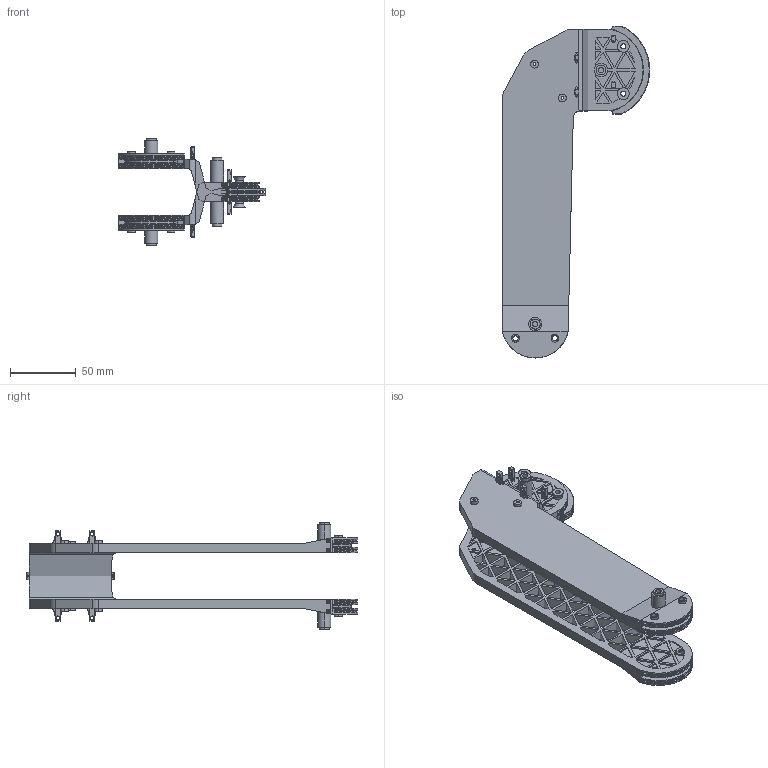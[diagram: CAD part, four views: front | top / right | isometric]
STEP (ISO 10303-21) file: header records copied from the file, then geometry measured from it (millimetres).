
FILE_DESCRIPTION (( 'STEP AP214' ), '1' );
FILE_NAME ('Skeleton-Upper Arm Back.STEP', '2023-04-30T10:03:16', ( '' ), ( '' ), 'SwSTEP 2.0', 'SolidWorks 2019', '' );
FILE_SCHEMA (( 'AUTOMOTIVE_DESIGN' ));
Length unit declared in the file: millimetre
Products named in the file (1): Skeleton-Upper Arm Back
Bounding box: 112 x 252.39 x 82 mm (x, y, z)
Volume: 235354.8 mm3; surface area: 96627.4 mm2
Topology: 2 solids, 2 shells, 1344 faces, 3476 edges, 2170 vertices
Faces by surface type: plane 708, cylinder 364, torus 208, bspline 48, sphere 16
Entity records: 42055 total; most frequent: CARTESIAN_POINT 8913, ORIENTED_EDGE 6920, DIRECTION 6804, EDGE_CURVE 3460, AXIS2_PLACEMENT_3D 2325, VERTEX_POINT 2170, LINE 2154, VECTOR 2154
